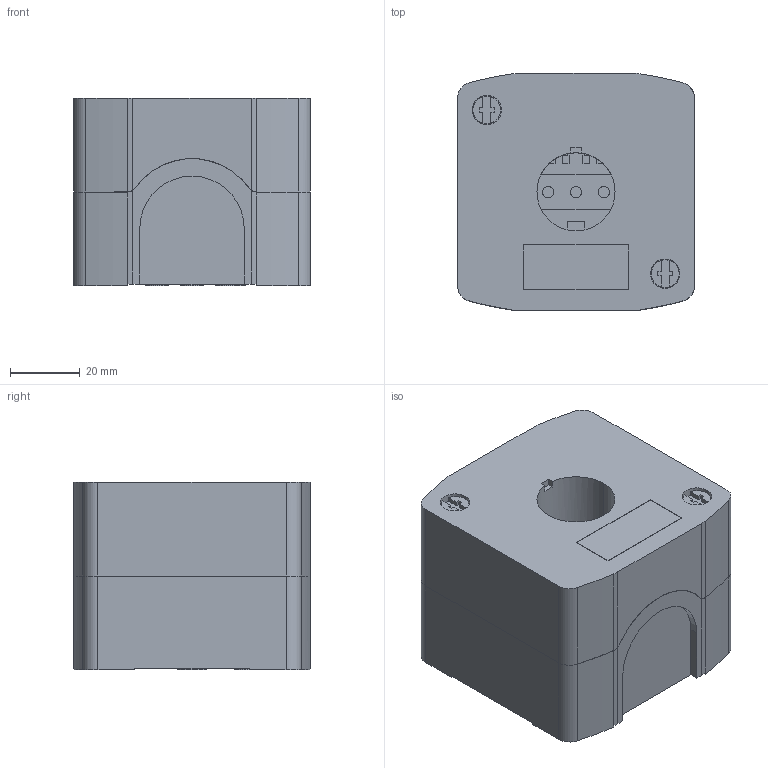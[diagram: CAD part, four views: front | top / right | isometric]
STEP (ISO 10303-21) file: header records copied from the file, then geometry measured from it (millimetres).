
FILE_DESCRIPTION((''),'2;1');
FILE_NAME('XALK01H7-3D_SW0001555','2020-11-25T14:07:34',('SESA231899'),('Schneider-Electric'),'CREO PARAMETRIC BY PTC INC, 2019164','CREO PARAMETRIC BY PTC INC, 2019164','');
FILE_SCHEMA(('AP242_MANAGED_MODEL_BASED_3D_ENGINEERING_MIM_LF { 1 0 10303 442 1 1 4 }'));
Length unit declared in the file: millimetre
Products named in the file (1): XALK01H7-3D_SW0001555
Bounding box: 68 x 68 x 53.9 mm (x, y, z)
Volume: 57293.6 mm3; surface area: 58701 mm2
Topology: 1 solids, 1 shells, 391 faces, 1030 edges, 684 vertices
Faces by surface type: plane 222, cylinder 165, cone 4
Entity records: 39985 total; most frequent: CARTESIAN_POINT 29091, DIRECTION 2177, ORIENTED_EDGE 2060, EDGE_CURVE 1030, AXIS2_PLACEMENT_3D 762, VERTEX_POINT 684, VECTOR 653, LINE 653
